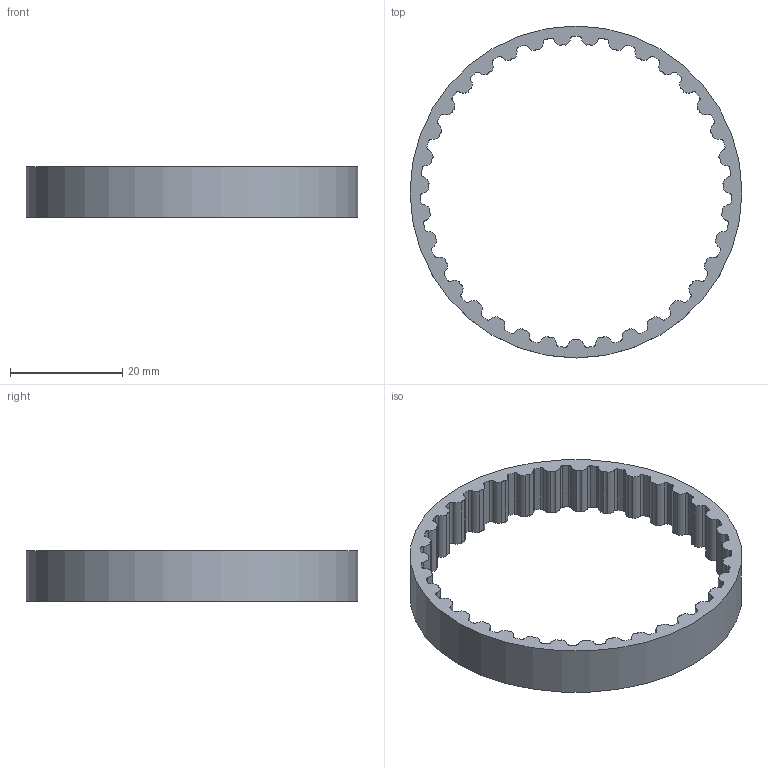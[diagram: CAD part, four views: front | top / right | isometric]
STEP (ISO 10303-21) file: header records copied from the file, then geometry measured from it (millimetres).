
FILE_DESCRIPTION(/* description */ (''),/* implementation_level */ '2;1');
FILE_NAME(/* name */ 'belt toothv2.stp',/* time_stamp */ '2024-02-04T14:14:42-05:00',/* author */ ('jmcintyr'),/* organization */ (''),/* preprocessor_version */ 'ST-DEVELOPER v19.2',/* originating_system */ 'Autodesk Inventor 2023',/* authorisation */ '');
FILE_SCHEMA (('AUTOMOTIVE_DESIGN { 1 0 10303 214 3 1 1 }'));
Length unit declared in the file: inch
Products named in the file (1): belt tooth
Bounding box: 59.05 x 59.05 x 9 mm (x, y, z)
Volume: 4124.3 mm3; surface area: 4600.6 mm2
Topology: 1 solids, 1 shells, 213 faces, 633 edges, 422 vertices
Faces by surface type: cylinder 211, plane 2
Full cylindrical faces by diameter (mm): 59.045 x1
Entity records: 7458 total; most frequent: DIRECTION 1483, CARTESIAN_POINT 1269, ORIENTED_EDGE 1266, AXIS2_PLACEMENT_3D 636, EDGE_CURVE 633, CIRCLE 422, VERTEX_POINT 422, EDGE_LOOP 215
